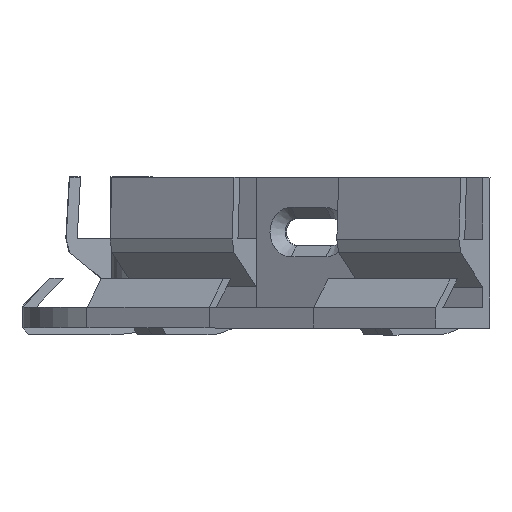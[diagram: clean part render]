
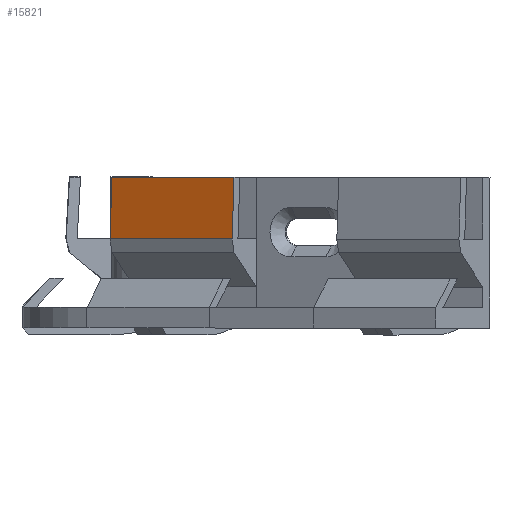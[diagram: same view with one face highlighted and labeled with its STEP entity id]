
A CAD part, left-side view. The second image highlights one B-rep face of the part: STEP entity #15821.
In plain terms, the highlighted face is planar.
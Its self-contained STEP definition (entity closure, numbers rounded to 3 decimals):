
#13926 = PLANE('',#13927);
#13927 = AXIS2_PLACEMENT_3D('',#13928,#13929,#13930);
#13928 = CARTESIAN_POINT('',(-10.5,5.766,9.503));
#13929 = DIRECTION('',(-1.,0.,0.));
#13930 = DIRECTION('',(0.,0.,1.));
#14360 = PLANE('',#14361);
#14361 = AXIS2_PLACEMENT_3D('',#14362,#14363,#14364);
#14362 = CARTESIAN_POINT('',(10.5,5.766,9.503));
#14363 = DIRECTION('',(-1.,0.,0.));
#14364 = DIRECTION('',(0.,0.,1.));
#14620 = VERTEX_POINT('',#14621);
#14621 = CARTESIAN_POINT('',(-10.5,8.1,22.));
#14635 = PLANE('',#14636);
#14636 = AXIS2_PLACEMENT_3D('',#14637,#14638,#14639);
#14637 = CARTESIAN_POINT('',(0.,6.5,22.));
#14638 = DIRECTION('',(0.,0.,-1.));
#14639 = DIRECTION('',(0.,1.,0.));
#14647 = EDGE_CURVE('',#14620,#14648,#14650,.T.);
#14648 = VERTEX_POINT('',#14649);
#14649 = CARTESIAN_POINT('',(-10.5,8.6,13.));
#14650 = SURFACE_CURVE('',#14651,(#14655,#14662),.PCURVE_S1.);
#14651 = LINE('',#14652,#14653);
#14652 = CARTESIAN_POINT('',(-10.5,8.1,22.));
#14653 = VECTOR('',#14654,1.);
#14654 = DIRECTION('',(0.,0.055,-0.998));
#14655 = PCURVE('',#13926,#14656);
#14656 = DEFINITIONAL_REPRESENTATION('',(#14657),#14661);
#14657 = LINE('',#14658,#14659);
#14658 = CARTESIAN_POINT('',(12.497,2.334));
#14659 = VECTOR('',#14660,1.);
#14660 = DIRECTION('',(-0.998,0.055));
#14661 = ( GEOMETRIC_REPRESENTATION_CONTEXT(2) 
PARAMETRIC_REPRESENTATION_CONTEXT() REPRESENTATION_CONTEXT('2D SPACE',''
  ) );
#14662 = PCURVE('',#14663,#14668);
#14663 = PLANE('',#14664);
#14664 = AXIS2_PLACEMENT_3D('',#14665,#14666,#14667);
#14665 = CARTESIAN_POINT('',(0.,8.1,22.));
#14666 = DIRECTION('',(-0.,-0.998,-0.055));
#14667 = DIRECTION('',(0.,0.055,-0.998));
#14668 = DEFINITIONAL_REPRESENTATION('',(#14669),#14673);
#14669 = LINE('',#14670,#14671);
#14670 = CARTESIAN_POINT('',(0.,-10.5));
#14671 = VECTOR('',#14672,1.);
#14672 = DIRECTION('',(1.,0.));
#14673 = ( GEOMETRIC_REPRESENTATION_CONTEXT(2) 
PARAMETRIC_REPRESENTATION_CONTEXT() REPRESENTATION_CONTEXT('2D SPACE',''
  ) );
#14691 = PLANE('',#14692);
#14692 = AXIS2_PLACEMENT_3D('',#14693,#14694,#14695);
#14693 = CARTESIAN_POINT('',(0.,8.6,13.));
#14694 = DIRECTION('',(0.,-0.97,0.243));
#14695 = DIRECTION('',(-0.,-0.243,-0.97));
#15466 = VERTEX_POINT('',#15467);
#15467 = CARTESIAN_POINT('',(10.5,8.1,22.));
#15488 = EDGE_CURVE('',#15466,#15489,#15491,.T.);
#15489 = VERTEX_POINT('',#15490);
#15490 = CARTESIAN_POINT('',(10.5,8.6,13.));
#15491 = SURFACE_CURVE('',#15492,(#15496,#15503),.PCURVE_S1.);
#15492 = LINE('',#15493,#15494);
#15493 = CARTESIAN_POINT('',(10.5,8.1,22.));
#15494 = VECTOR('',#15495,1.);
#15495 = DIRECTION('',(0.,0.055,-0.998));
#15496 = PCURVE('',#14360,#15497);
#15497 = DEFINITIONAL_REPRESENTATION('',(#15498),#15502);
#15498 = LINE('',#15499,#15500);
#15499 = CARTESIAN_POINT('',(12.497,2.334));
#15500 = VECTOR('',#15501,1.);
#15501 = DIRECTION('',(-0.998,0.055));
#15502 = ( GEOMETRIC_REPRESENTATION_CONTEXT(2) 
PARAMETRIC_REPRESENTATION_CONTEXT() REPRESENTATION_CONTEXT('2D SPACE',''
  ) );
#15503 = PCURVE('',#14663,#15504);
#15504 = DEFINITIONAL_REPRESENTATION('',(#15505),#15509);
#15505 = LINE('',#15506,#15507);
#15506 = CARTESIAN_POINT('',(0.,10.5));
#15507 = VECTOR('',#15508,1.);
#15508 = DIRECTION('',(1.,0.));
#15509 = ( GEOMETRIC_REPRESENTATION_CONTEXT(2) 
PARAMETRIC_REPRESENTATION_CONTEXT() REPRESENTATION_CONTEXT('2D SPACE',''
  ) );
#15799 = EDGE_CURVE('',#15466,#14620,#15800,.T.);
#15800 = SURFACE_CURVE('',#15801,(#15805,#15812),.PCURVE_S1.);
#15801 = LINE('',#15802,#15803);
#15802 = CARTESIAN_POINT('',(10.5,8.1,22.));
#15803 = VECTOR('',#15804,1.);
#15804 = DIRECTION('',(-1.,0.,0.));
#15805 = PCURVE('',#14635,#15806);
#15806 = DEFINITIONAL_REPRESENTATION('',(#15807),#15811);
#15807 = LINE('',#15808,#15809);
#15808 = CARTESIAN_POINT('',(1.6,10.5));
#15809 = VECTOR('',#15810,1.);
#15810 = DIRECTION('',(0.,-1.));
#15811 = ( GEOMETRIC_REPRESENTATION_CONTEXT(2) 
PARAMETRIC_REPRESENTATION_CONTEXT() REPRESENTATION_CONTEXT('2D SPACE',''
  ) );
#15812 = PCURVE('',#14663,#15813);
#15813 = DEFINITIONAL_REPRESENTATION('',(#15814),#15818);
#15814 = LINE('',#15815,#15816);
#15815 = CARTESIAN_POINT('',(0.,10.5));
#15816 = VECTOR('',#15817,1.);
#15817 = DIRECTION('',(0.,-1.));
#15818 = ( GEOMETRIC_REPRESENTATION_CONTEXT(2) 
PARAMETRIC_REPRESENTATION_CONTEXT() REPRESENTATION_CONTEXT('2D SPACE',''
  ) );
#15821 = ADVANCED_FACE('',(#15822),#14663,.F.);
#15822 = FACE_BOUND('',#15823,.F.);
#15823 = EDGE_LOOP('',(#15824,#15825,#15846,#15847));
#15824 = ORIENTED_EDGE('',*,*,#14647,.T.);
#15825 = ORIENTED_EDGE('',*,*,#15826,.F.);
#15826 = EDGE_CURVE('',#15489,#14648,#15827,.T.);
#15827 = SURFACE_CURVE('',#15828,(#15832,#15839),.PCURVE_S1.);
#15828 = LINE('',#15829,#15830);
#15829 = CARTESIAN_POINT('',(10.5,8.6,13.));
#15830 = VECTOR('',#15831,1.);
#15831 = DIRECTION('',(-1.,0.,0.));
#15832 = PCURVE('',#14663,#15833);
#15833 = DEFINITIONAL_REPRESENTATION('',(#15834),#15838);
#15834 = LINE('',#15835,#15836);
#15835 = CARTESIAN_POINT('',(9.014,10.5));
#15836 = VECTOR('',#15837,1.);
#15837 = DIRECTION('',(0.,-1.));
#15838 = ( GEOMETRIC_REPRESENTATION_CONTEXT(2) 
PARAMETRIC_REPRESENTATION_CONTEXT() REPRESENTATION_CONTEXT('2D SPACE',''
  ) );
#15839 = PCURVE('',#14691,#15840);
#15840 = DEFINITIONAL_REPRESENTATION('',(#15841),#15845);
#15841 = LINE('',#15842,#15843);
#15842 = CARTESIAN_POINT('',(-0.,10.5));
#15843 = VECTOR('',#15844,1.);
#15844 = DIRECTION('',(0.,-1.));
#15845 = ( GEOMETRIC_REPRESENTATION_CONTEXT(2) 
PARAMETRIC_REPRESENTATION_CONTEXT() REPRESENTATION_CONTEXT('2D SPACE',''
  ) );
#15846 = ORIENTED_EDGE('',*,*,#15488,.F.);
#15847 = ORIENTED_EDGE('',*,*,#15799,.T.);
